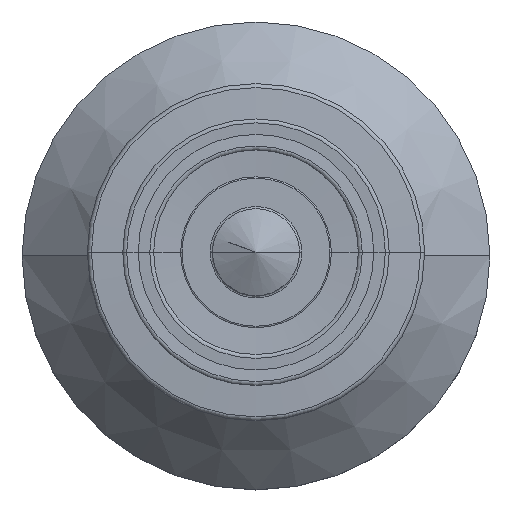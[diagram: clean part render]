
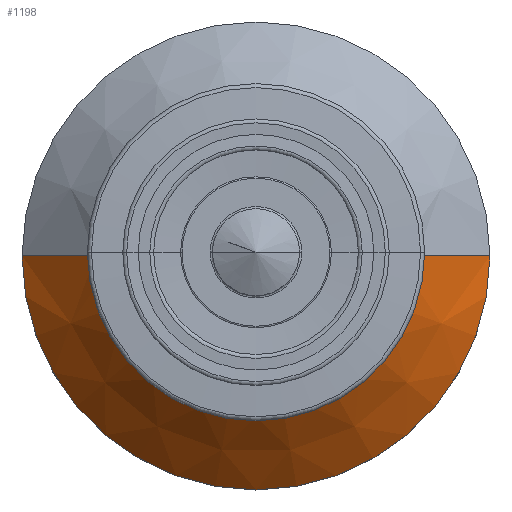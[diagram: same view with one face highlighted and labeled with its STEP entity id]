
A CAD part, top view. The second image highlights one B-rep face of the part: STEP entity #1198.
In plain terms, the highlighted conical face has half-angle 45 degrees and reference radius 14.75 mm.
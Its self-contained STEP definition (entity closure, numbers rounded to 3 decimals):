
#2 = LINE ( 'NONE', #1465, #429 ) ;
#21 = EDGE_CURVE ( 'NONE', #1205, #712, #2077, .T. ) ;
#145 = DIRECTION ( 'NONE',  ( -1., 0., 0. ) ) ;
#424 = AXIS2_PLACEMENT_3D ( 'NONE', #892, #1882, #1993 ) ;
#429 = VECTOR ( 'NONE', #1285, 1000. ) ;
#520 = DIRECTION ( 'NONE',  ( 1., 0., 0. ) ) ;
#535 = DIRECTION ( 'NONE',  ( 0., 0., 1. ) ) ;
#545 = CARTESIAN_POINT ( 'NONE',  ( 0., 0., 14.75 ) ) ;
#552 = CIRCLE ( 'NONE', #1796, 14.75 ) ;
#579 = CONICAL_SURFACE ( 'NONE', #1617, 14.75, 0.785 ) ;
#637 = ORIENTED_EDGE ( 'NONE', *, *, #1545, .F. ) ;
#712 = VERTEX_POINT ( 'NONE', #1753 ) ;
#745 = EDGE_CURVE ( 'NONE', #1663, #1205, #870, .T. ) ;
#756 = VERTEX_POINT ( 'NONE', #1271 ) ;
#774 = CARTESIAN_POINT ( 'NONE',  ( -14.75, 0., 14.75 ) ) ;
#849 = DIRECTION ( 'NONE',  ( 0., 0., -1. ) ) ;
#870 = LINE ( 'NONE', #2072, #1794 ) ;
#892 = CARTESIAN_POINT ( 'NONE',  ( 0., 0., 8. ) ) ;
#992 = ORIENTED_EDGE ( 'NONE', *, *, #745, .T. ) ;
#1067 = FACE_OUTER_BOUND ( 'NONE', #2050, .T. ) ;
#1198 = ADVANCED_FACE ( 'NONE', ( #1067 ), #579, .T. ) ;
#1205 = VERTEX_POINT ( 'NONE', #1695 ) ;
#1231 = ORIENTED_EDGE ( 'NONE', *, *, #21, .T. ) ;
#1271 = CARTESIAN_POINT ( 'NONE',  ( 14.75, 0., 14.75 ) ) ;
#1285 = DIRECTION ( 'NONE',  ( 0.707, 0., -0.707 ) ) ;
#1368 = EDGE_CURVE ( 'NONE', #1663, #756, #552, .T. ) ;
#1408 = ORIENTED_EDGE ( 'NONE', *, *, #1368, .F. ) ;
#1422 = DIRECTION ( 'NONE',  ( -0.707, 0., -0.707 ) ) ;
#1465 = CARTESIAN_POINT ( 'NONE',  ( 14.75, 0., 14.75 ) ) ;
#1545 = EDGE_CURVE ( 'NONE', #756, #712, #2, .T. ) ;
#1617 = AXIS2_PLACEMENT_3D ( 'NONE', #1761, #849, #145 ) ;
#1663 = VERTEX_POINT ( 'NONE', #774 ) ;
#1695 = CARTESIAN_POINT ( 'NONE',  ( -21.5, 0., 8. ) ) ;
#1753 = CARTESIAN_POINT ( 'NONE',  ( 21.5, 0., 8. ) ) ;
#1761 = CARTESIAN_POINT ( 'NONE',  ( 0., 0., 14.75 ) ) ;
#1794 = VECTOR ( 'NONE', #1422, 1000. ) ;
#1796 = AXIS2_PLACEMENT_3D ( 'NONE', #545, #535, #520 ) ;
#1882 = DIRECTION ( 'NONE',  ( 0., 0., 1. ) ) ;
#1993 = DIRECTION ( 'NONE',  ( 1., 0., 0. ) ) ;
#2050 = EDGE_LOOP ( 'NONE', ( #637, #1408, #992, #1231 ) ) ;
#2072 = CARTESIAN_POINT ( 'NONE',  ( -14.75, 0., 14.75 ) ) ;
#2077 = CIRCLE ( 'NONE', #424, 21.5 ) ;
